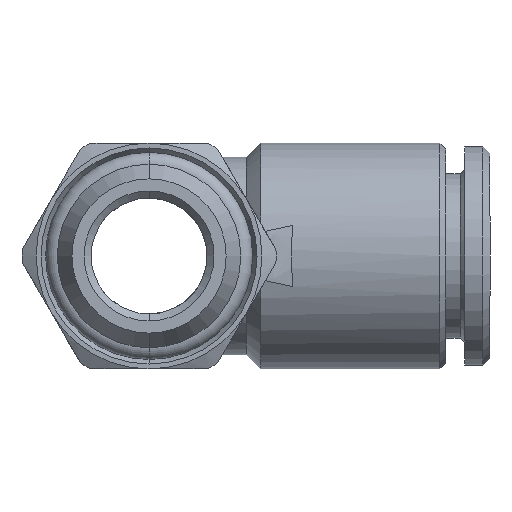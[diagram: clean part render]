
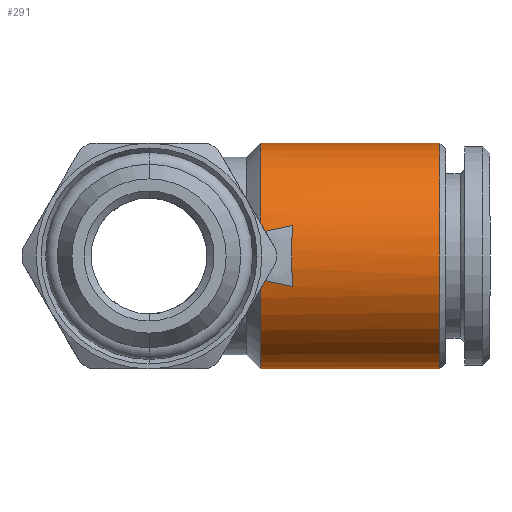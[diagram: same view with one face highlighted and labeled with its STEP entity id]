
A CAD part, front view. The second image highlights one B-rep face of the part: STEP entity #291.
In plain terms, the highlighted cylindrical face has radius 8 mm (diameter 16 mm), a partial arc.
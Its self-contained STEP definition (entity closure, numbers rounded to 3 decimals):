
#259 = EDGE_CURVE ( 'NONE', #385, #3991, #1238, .T. ) ;
#284 = ORIENTED_EDGE ( 'NONE', *, *, #4036, .F. ) ;
#285 = EDGE_CURVE ( 'NONE', #4074, #4056, #1253, .T. ) ;
#286 = ORIENTED_EDGE ( 'NONE', *, *, #3995, .T. ) ;
#287 = EDGE_LOOP ( 'NONE', ( #284, #292, #286, #290, #293, #289, #311, #325 ) ) ;
#288 = EDGE_CURVE ( 'NONE', #3875, #385, #1280, .T. ) ;
#289 = ORIENTED_EDGE ( 'NONE', *, *, #3874, .F. ) ;
#290 = ORIENTED_EDGE ( 'NONE', *, *, #259, .F. ) ;
#291 = ADVANCED_FACE ( 'NONE', ( #1279 ), #1237, .T. ) ;
#292 = ORIENTED_EDGE ( 'NONE', *, *, #285, .T. ) ;
#293 = ORIENTED_EDGE ( 'NONE', *, *, #288, .F. ) ;
#311 = ORIENTED_EDGE ( 'NONE', *, *, #339, .T. ) ;
#325 = ORIENTED_EDGE ( 'NONE', *, *, #4006, .F. ) ;
#339 = EDGE_CURVE ( 'NONE', #3898, #4026, #1379, .T. ) ;
#385 = VERTEX_POINT ( 'NONE', #1376 ) ;
#1228 = DIRECTION ( 'NONE',  ( 0., 0., 1. ) ) ;
#1229 = DIRECTION ( 'NONE',  ( -1., 0., 0. ) ) ;
#1230 = CARTESIAN_POINT ( 'NONE',  ( 20.6, 0., 0. ) ) ;
#1231 = AXIS2_PLACEMENT_3D ( 'NONE', #1230, #1229, #1228 ) ;
#1233 = CARTESIAN_POINT ( 'NONE',  ( 7.9, 0., 0. ) ) ;
#1234 = AXIS2_PLACEMENT_3D ( 'NONE', #1233, #1246, #1245 ) ;
#1237 = CYLINDRICAL_SURFACE ( 'NONE', #1263, 8. ) ;
#1238 = CIRCLE ( 'NONE', #1234, 8. ) ;
#1245 = DIRECTION ( 'NONE',  ( 0., 0., 1. ) ) ;
#1246 = DIRECTION ( 'NONE',  ( -1., 0., 0. ) ) ;
#1253 = CIRCLE ( 'NONE', #1231, 8. ) ;
#1255 = DIRECTION ( 'NONE',  ( 0., 0., 1. ) ) ;
#1256 = DIRECTION ( 'NONE',  ( -1., 0., 0. ) ) ;
#1262 = CARTESIAN_POINT ( 'NONE',  ( 0., 0., 0. ) ) ;
#1263 = AXIS2_PLACEMENT_3D ( 'NONE', #1262, #1256, #1255 ) ;
#1279 = FACE_OUTER_BOUND ( 'NONE', #287, .T. ) ;
#1280 =( BOUNDED_CURVE ( )  B_SPLINE_CURVE ( 3, ( #1288, #1287, #1286, #1285 ),
 .UNSPECIFIED., .F., .T. ) 
 B_SPLINE_CURVE_WITH_KNOTS ( ( 4, 4 ),
 ( 4.439, 4.501 ),
 .UNSPECIFIED. ) 
 CURVE ( )  GEOMETRIC_REPRESENTATION_ITEM ( )  RATIONAL_B_SPLINE_CURVE ( ( 1., 1., 1., 1. ) ) 
 REPRESENTATION_ITEM ( '' )  );
#1285 = CARTESIAN_POINT ( 'NONE',  ( 7.9, -7.822, 1.679 ) ) ;
#1286 = CARTESIAN_POINT ( 'NONE',  ( 8.662, -7.787, 1.841 ) ) ;
#1287 = CARTESIAN_POINT ( 'NONE',  ( 9.42, -7.747, 2.002 ) ) ;
#1288 = CARTESIAN_POINT ( 'NONE',  ( 10.17, -7.702, 2.162 ) ) ;
#1308 = CARTESIAN_POINT ( 'NONE',  ( 10.105, -7.975, -0.734 ) ) ;
#1376 = CARTESIAN_POINT ( 'NONE',  ( 7.9, -7.822, 1.679 ) ) ;
#1379 =( BOUNDED_CURVE ( )  B_SPLINE_CURVE ( 3, ( #1454, #1438, #1437, #1436 ),
 .UNSPECIFIED., .F., .T. ) 
 B_SPLINE_CURVE_WITH_KNOTS ( ( 4, 4 ),
 ( 4.439, 4.501 ),
 .UNSPECIFIED. ) 
 CURVE ( )  GEOMETRIC_REPRESENTATION_ITEM ( )  RATIONAL_B_SPLINE_CURVE ( ( 1., 1., 1., 1. ) ) 
 REPRESENTATION_ITEM ( '' )  );
#1436 = CARTESIAN_POINT ( 'NONE',  ( 7.9, -7.822, -1.679 ) ) ;
#1437 = CARTESIAN_POINT ( 'NONE',  ( 8.662, -7.787, -1.841 ) ) ;
#1438 = CARTESIAN_POINT ( 'NONE',  ( 9.42, -7.747, -2.002 ) ) ;
#1454 = CARTESIAN_POINT ( 'NONE',  ( 10.17, -7.702, -2.162 ) ) ;
#1466 = CARTESIAN_POINT ( 'NONE',  ( 10.1, -8., -0.366 ) ) ;
#1674 = CARTESIAN_POINT ( 'NONE',  ( 10.118, -7.9, 1.456 ) ) ;
#1675 = CARTESIAN_POINT ( 'NONE',  ( 10.1, -8., 0.736 ) ) ;
#1837 = CARTESIAN_POINT ( 'NONE',  ( 10.17, -7.702, 2.162 ) ) ;
#2781 = CARTESIAN_POINT ( 'NONE',  ( 10.127, -7.875, -1.455 ) ) ;
#2782 = CARTESIAN_POINT ( 'NONE',  ( 10.144, -7.801, -1.811 ) ) ;
#2783 = CARTESIAN_POINT ( 'NONE',  ( 10.17, -7.702, -2.162 ) ) ;
#2786 = CARTESIAN_POINT ( 'NONE',  ( 10.17, -7.702, 2.162 ) ) ;
#2787 = B_SPLINE_CURVE_WITH_KNOTS ( 'NONE', 3,
 ( #2783, #2782, #2781, #1308, #1466, #1675, #1674, #1837 ),
 .UNSPECIFIED., .F., .F.,
 ( 4, 2, 2, 4 ),
 ( 0.001, 0.002, 0.003, 0.005 ),
 .UNSPECIFIED. ) ;
#3000 = CARTESIAN_POINT ( 'NONE',  ( 10.17, -7.702, -2.162 ) ) ;
#3057 = LINE ( 'NONE', #3102, #3076 ) ;
#3075 = DIRECTION ( 'NONE',  ( -1., 0., 0. ) ) ;
#3076 = VECTOR ( 'NONE', #3075, 1000. ) ;
#3079 = CARTESIAN_POINT ( 'NONE',  ( 7.9, 0., -8. ) ) ;
#3102 = CARTESIAN_POINT ( 'NONE',  ( 0., 0., 8. ) ) ;
#3103 = CARTESIAN_POINT ( 'NONE',  ( 7.9, 0., 8. ) ) ;
#3107 = DIRECTION ( 'NONE',  ( 0., 0., 1. ) ) ;
#3122 = DIRECTION ( 'NONE',  ( -1., 0., 0. ) ) ;
#3123 = CARTESIAN_POINT ( 'NONE',  ( 7.9, 0., 0. ) ) ;
#3124 = AXIS2_PLACEMENT_3D ( 'NONE', #3123, #3122, #3107 ) ;
#3125 = CIRCLE ( 'NONE', #3124, 8. ) ;
#3158 = DIRECTION ( 'NONE',  ( -1., 0., 0. ) ) ;
#3159 = VECTOR ( 'NONE', #3158, 1000. ) ;
#3160 = CARTESIAN_POINT ( 'NONE',  ( 0., 0., -8. ) ) ;
#3161 = LINE ( 'NONE', #3160, #3159 ) ;
#3165 = CARTESIAN_POINT ( 'NONE',  ( 7.9, -7.822, -1.679 ) ) ;
#3234 = CARTESIAN_POINT ( 'NONE',  ( 20.6, 0., 8. ) ) ;
#3292 = CARTESIAN_POINT ( 'NONE',  ( 20.6, 0., -8. ) ) ;
#3874 = EDGE_CURVE ( 'NONE', #3898, #3875, #2787, .T. ) ;
#3875 = VERTEX_POINT ( 'NONE', #2786 ) ;
#3898 = VERTEX_POINT ( 'NONE', #3000 ) ;
#3983 = VERTEX_POINT ( 'NONE', #3079 ) ;
#3991 = VERTEX_POINT ( 'NONE', #3103 ) ;
#3995 = EDGE_CURVE ( 'NONE', #4056, #3991, #3057, .T. ) ;
#4006 = EDGE_CURVE ( 'NONE', #3983, #4026, #3125, .T. ) ;
#4026 = VERTEX_POINT ( 'NONE', #3165 ) ;
#4036 = EDGE_CURVE ( 'NONE', #4074, #3983, #3161, .T. ) ;
#4056 = VERTEX_POINT ( 'NONE', #3234 ) ;
#4074 = VERTEX_POINT ( 'NONE', #3292 ) ;
